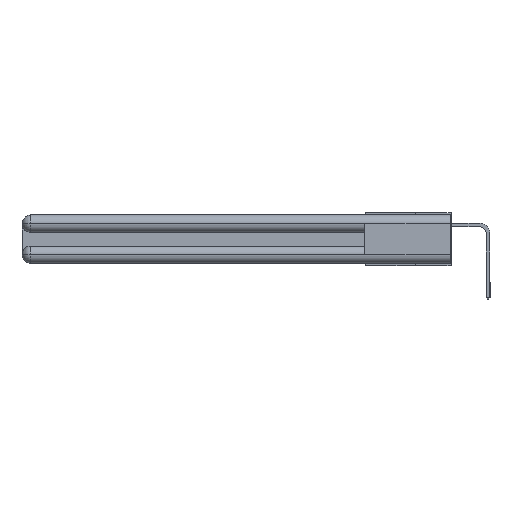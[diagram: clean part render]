
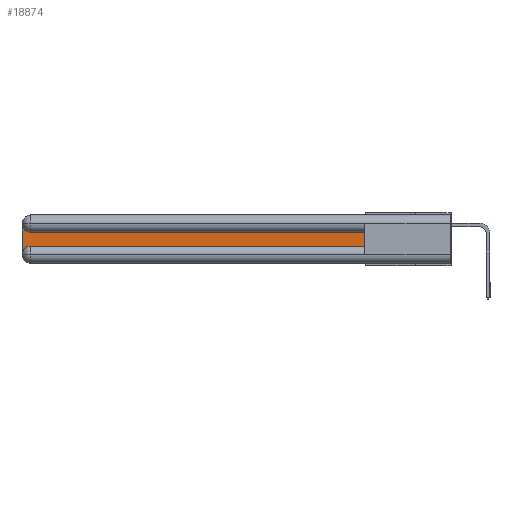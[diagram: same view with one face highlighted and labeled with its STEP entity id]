
A CAD part, left-side view. The second image highlights one B-rep face of the part: STEP entity #18874.
In plain terms, the highlighted planar face has unit normal (-1, 0, 0).
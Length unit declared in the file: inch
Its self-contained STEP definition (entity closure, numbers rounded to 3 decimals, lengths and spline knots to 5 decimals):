
#365 = ORIENTED_EDGE ( 'NONE', *, *, #26279, .T. ) ;
#897 = CARTESIAN_POINT ( 'NONE',  ( 0.075, 2.94, -0.2175 ) ) ;
#917 = LINE ( 'NONE', #2672, #4839 ) ;
#925 = EDGE_CURVE ( 'NONE', #23331, #5505, #9678, .T. ) ;
#2614 = DIRECTION ( 'NONE',  ( 0., 0., -1. ) ) ;
#2672 = CARTESIAN_POINT ( 'NONE',  ( 0.075, 0.6, -0.1225 ) ) ;
#2990 = EDGE_CURVE ( 'NONE', #19523, #23331, #10516, .T. ) ;
#3869 = ORIENTED_EDGE ( 'NONE', *, *, #21846, .T. ) ;
#3954 = DIRECTION ( 'NONE',  ( 0., 0., 1. ) ) ;
#4186 = CARTESIAN_POINT ( 'NONE',  ( 0.075, 3., -0.2175 ) ) ;
#4839 = VECTOR ( 'NONE', #6894, 39.37008 ) ;
#5059 = AXIS2_PLACEMENT_3D ( 'NONE', #12373, #10183, #10371 ) ;
#5505 = VERTEX_POINT ( 'NONE', #13823 ) ;
#6312 = ORIENTED_EDGE ( 'NONE', *, *, #925, .T. ) ;
#6382 = CARTESIAN_POINT ( 'NONE',  ( 0.075, 2.94, -0.2775 ) ) ;
#6498 = AXIS2_PLACEMENT_3D ( 'NONE', #8610, #16867, #2614 ) ;
#6894 = DIRECTION ( 'NONE',  ( 0., 1., 0. ) ) ;
#8604 = DIRECTION ( 'NONE',  ( 0., 0., -1. ) ) ;
#8610 = CARTESIAN_POINT ( 'NONE',  ( 0.075, 3., -0.1225 ) ) ;
#9673 = CARTESIAN_POINT ( 'NONE',  ( 0.075, 0.6, -0.2175 ) ) ;
#9678 = LINE ( 'NONE', #4186, #24120 ) ;
#9754 = LINE ( 'NONE', #24201, #23891 ) ;
#9823 = CIRCLE ( 'NONE', #18893, 0.06 ) ;
#10183 = DIRECTION ( 'NONE',  ( 1., 0., 0. ) ) ;
#10371 = DIRECTION ( 'NONE',  ( 0., 0., -1. ) ) ;
#10516 = CIRCLE ( 'NONE', #5059, 0.06 ) ;
#10682 = PLANE ( 'NONE',  #6498 ) ;
#12373 = CARTESIAN_POINT ( 'NONE',  ( 0.075, 2.94, -0.0625 ) ) ;
#12902 = VECTOR ( 'NONE', #20126, 39.37008 ) ;
#12926 = LINE ( 'NONE', #17881, #12902 ) ;
#12990 = EDGE_CURVE ( 'NONE', #18257, #21256, #9754, .T. ) ;
#13227 = DIRECTION ( 'NONE',  ( 0., 0., -1. ) ) ;
#13823 = CARTESIAN_POINT ( 'NONE',  ( 0.075, 3., -0.2775 ) ) ;
#14401 = EDGE_CURVE ( 'NONE', #21256, #19523, #917, .T. ) ;
#14465 = DIRECTION ( 'NONE',  ( 1., 0., 0. ) ) ;
#15459 = FACE_OUTER_BOUND ( 'NONE', #24570, .T. ) ;
#15640 = CARTESIAN_POINT ( 'NONE',  ( 0.075, 3., -0.0625 ) ) ;
#16867 = DIRECTION ( 'NONE',  ( 1., 0., 0. ) ) ;
#17241 = CARTESIAN_POINT ( 'NONE',  ( 0.075, 2.94, -0.1225 ) ) ;
#17881 = CARTESIAN_POINT ( 'NONE',  ( 0.075, 0.6, -0.2175 ) ) ;
#18257 = VERTEX_POINT ( 'NONE', #9673 ) ;
#18455 = ORIENTED_EDGE ( 'NONE', *, *, #14401, .T. ) ;
#18874 = ADVANCED_FACE ( 'NONE', ( #15459 ), #10682, .F. ) ;
#18893 = AXIS2_PLACEMENT_3D ( 'NONE', #6382, #14465, #8604 ) ;
#19521 = VERTEX_POINT ( 'NONE', #897 ) ;
#19523 = VERTEX_POINT ( 'NONE', #17241 ) ;
#20126 = DIRECTION ( 'NONE',  ( 0., -1., 0. ) ) ;
#20283 = ORIENTED_EDGE ( 'NONE', *, *, #12990, .T. ) ;
#20289 = ORIENTED_EDGE ( 'NONE', *, *, #2990, .T. ) ;
#21256 = VERTEX_POINT ( 'NONE', #26016 ) ;
#21846 = EDGE_CURVE ( 'NONE', #5505, #19521, #9823, .T. ) ;
#23331 = VERTEX_POINT ( 'NONE', #15640 ) ;
#23891 = VECTOR ( 'NONE', #3954, 39.37008 ) ;
#24120 = VECTOR ( 'NONE', #13227, 39.37008 ) ;
#24201 = CARTESIAN_POINT ( 'NONE',  ( 0.075, 0.6, -0.2175 ) ) ;
#24570 = EDGE_LOOP ( 'NONE', ( #18455, #20289, #6312, #3869, #365, #20283 ) ) ;
#26016 = CARTESIAN_POINT ( 'NONE',  ( 0.075, 0.6, -0.1225 ) ) ;
#26279 = EDGE_CURVE ( 'NONE', #19521, #18257, #12926, .T. ) ;
